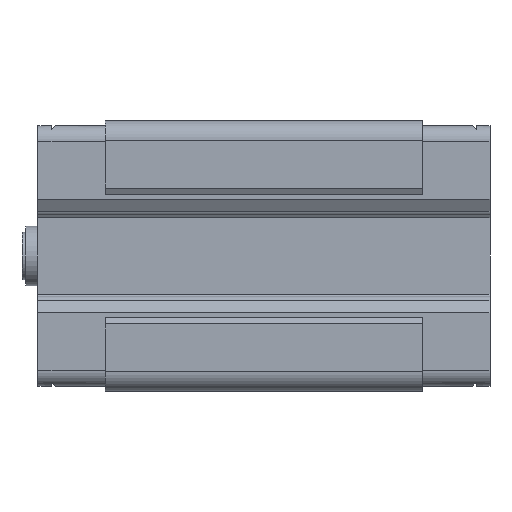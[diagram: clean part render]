
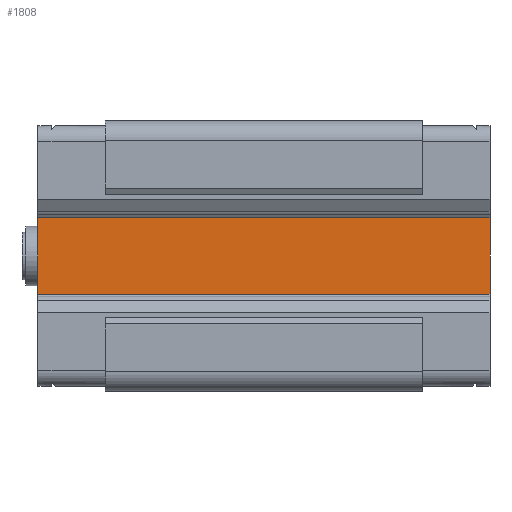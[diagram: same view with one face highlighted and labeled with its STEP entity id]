
A CAD part, front view. The second image highlights one B-rep face of the part: STEP entity #1808.
In plain terms, the highlighted planar face has unit normal (0, -1, 0).
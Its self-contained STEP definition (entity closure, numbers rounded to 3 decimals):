
#26 = DIRECTION ( 'NONE',  ( 0., -1., 0. ) ) ;
#46 = CARTESIAN_POINT ( 'NONE',  ( -28.45, 8., 4.844 ) ) ;
#51 = VECTOR ( 'NONE', #3258, 1000. ) ;
#83 = DIRECTION ( 'NONE',  ( 0., 0., 1. ) ) ;
#102 = VERTEX_POINT ( 'NONE', #2306 ) ;
#171 = ORIENTED_EDGE ( 'NONE', *, *, #863, .T. ) ;
#175 = VECTOR ( 'NONE', #83, 1000. ) ;
#401 = DIRECTION ( 'NONE',  ( 1., 0., 0. ) ) ;
#601 = PLANE ( 'NONE',  #616 ) ;
#616 = AXIS2_PLACEMENT_3D ( 'NONE', #3099, #26, #3677 ) ;
#863 = EDGE_CURVE ( 'NONE', #2766, #3853, #3854, .T. ) ;
#1019 = LINE ( 'NONE', #3832, #1630 ) ;
#1220 = EDGE_CURVE ( 'NONE', #102, #2766, #3432, .T. ) ;
#1321 = CARTESIAN_POINT ( 'NONE',  ( 28.45, 8., 4.844 ) ) ;
#1373 = VERTEX_POINT ( 'NONE', #3624 ) ;
#1540 = EDGE_CURVE ( 'NONE', #3853, #1373, #2261, .T. ) ;
#1630 = VECTOR ( 'NONE', #401, 1000. ) ;
#1808 = ADVANCED_FACE ( 'NONE', ( #3060 ), #601, .T. ) ;
#2128 = ORIENTED_EDGE ( 'NONE', *, *, #1220, .T. ) ;
#2261 = LINE ( 'NONE', #3464, #3250 ) ;
#2306 = CARTESIAN_POINT ( 'NONE',  ( 28.45, 8., -4.844 ) ) ;
#2464 = ORIENTED_EDGE ( 'NONE', *, *, #1540, .T. ) ;
#2660 = CARTESIAN_POINT ( 'NONE',  ( 28.45, 8., 4.844 ) ) ;
#2692 = EDGE_CURVE ( 'NONE', #1373, #102, #1019, .T. ) ;
#2693 = EDGE_LOOP ( 'NONE', ( #2128, #171, #2464, #3735 ) ) ;
#2766 = VERTEX_POINT ( 'NONE', #1321 ) ;
#2841 = CARTESIAN_POINT ( 'NONE',  ( 28.45, 8., -4.844 ) ) ;
#3060 = FACE_OUTER_BOUND ( 'NONE', #2693, .T. ) ;
#3099 = CARTESIAN_POINT ( 'NONE',  ( 28.45, 8., -4.844 ) ) ;
#3250 = VECTOR ( 'NONE', #3523, 1000. ) ;
#3258 = DIRECTION ( 'NONE',  ( -1., 0., 0. ) ) ;
#3432 = LINE ( 'NONE', #2841, #175 ) ;
#3464 = CARTESIAN_POINT ( 'NONE',  ( -28.45, 8., -4.844 ) ) ;
#3523 = DIRECTION ( 'NONE',  ( 0., 0., -1. ) ) ;
#3624 = CARTESIAN_POINT ( 'NONE',  ( -28.45, 8., -4.844 ) ) ;
#3677 = DIRECTION ( 'NONE',  ( 0., 0., -1. ) ) ;
#3735 = ORIENTED_EDGE ( 'NONE', *, *, #2692, .T. ) ;
#3832 = CARTESIAN_POINT ( 'NONE',  ( 28.45, 8., -4.844 ) ) ;
#3853 = VERTEX_POINT ( 'NONE', #46 ) ;
#3854 = LINE ( 'NONE', #2660, #51 ) ;
